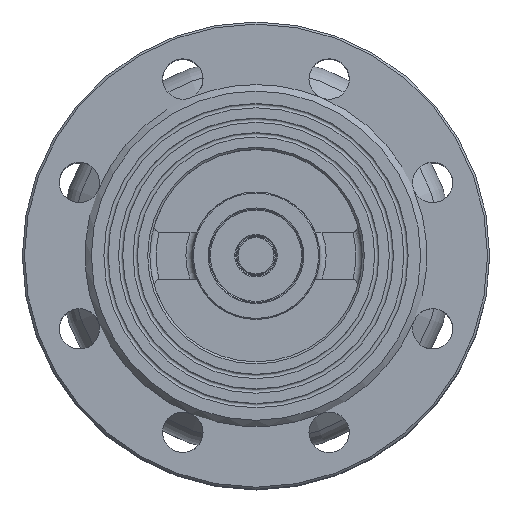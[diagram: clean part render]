
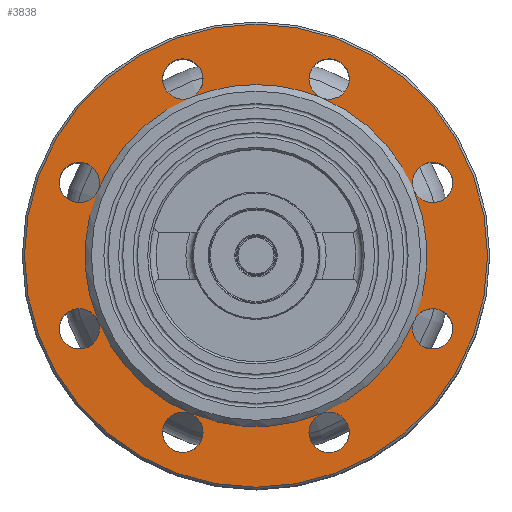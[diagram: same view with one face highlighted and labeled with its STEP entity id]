
A CAD part, top view. The second image highlights one B-rep face of the part: STEP entity #3838.
In plain terms, the highlighted planar face has unit normal (0, 0, 1).
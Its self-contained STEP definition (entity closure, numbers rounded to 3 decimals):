
#84=FACE_BOUND('',#1026,.T.);
#806=FACE_OUTER_BOUND('',#1025,.T.);
#1025=EDGE_LOOP('',(#3274));
#1026=EDGE_LOOP('',(#3275,#3276,#3277,#3278,#3279,#3280,#3281,#3282,#3283,
#3284,#3285,#3286,#3287,#3288,#3289,#3290,#3291,#3292,#3293,#3294,#3295,
#3296,#3297,#3298,#3299));
#1272=CIRCLE('',#4251,9.5);
#1273=CIRCLE('',#4252,9.5);
#1276=CIRCLE('',#4256,9.5);
#1277=CIRCLE('',#4257,9.5);
#1279=CIRCLE('',#4260,9.5);
#1280=CIRCLE('',#4261,9.5);
#1283=CIRCLE('',#4265,9.5);
#1284=CIRCLE('',#4266,9.5);
#1287=CIRCLE('',#4270,9.5);
#1288=CIRCLE('',#4271,9.5);
#1291=CIRCLE('',#4275,9.5);
#1292=CIRCLE('',#4276,9.5);
#1295=CIRCLE('',#4280,9.5);
#1296=CIRCLE('',#4281,9.5);
#1298=CIRCLE('',#4284,9.5);
#1299=CIRCLE('',#4285,9.5);
#1303=CIRCLE('',#4291,109.);
#1304=CIRCLE('',#4292,80.5);
#1305=CIRCLE('',#4293,80.5);
#1306=CIRCLE('',#4294,80.5);
#1307=CIRCLE('',#4295,80.5);
#1308=CIRCLE('',#4296,80.5);
#1309=CIRCLE('',#4297,80.5);
#1310=CIRCLE('',#4298,80.5);
#1311=CIRCLE('',#4299,80.5);
#1312=CIRCLE('',#4300,80.5);
#1661=VERTEX_POINT('',#7553);
#1662=VERTEX_POINT('',#7554);
#1664=VERTEX_POINT('',#7562);
#1665=VERTEX_POINT('',#7563);
#1666=VERTEX_POINT('',#7569);
#1667=VERTEX_POINT('',#7570);
#1669=VERTEX_POINT('',#7578);
#1670=VERTEX_POINT('',#7579);
#1672=VERTEX_POINT('',#7587);
#1673=VERTEX_POINT('',#7588);
#1675=VERTEX_POINT('',#7596);
#1676=VERTEX_POINT('',#7597);
#1678=VERTEX_POINT('',#7605);
#1679=VERTEX_POINT('',#7606);
#1680=VERTEX_POINT('',#7612);
#1681=VERTEX_POINT('',#7613);
#1684=VERTEX_POINT('',#7624);
#1685=VERTEX_POINT('',#7626);
#2186=EDGE_CURVE('',#1661,#1662,#1272,.T.);
#2187=EDGE_CURVE('',#1662,#1661,#1273,.T.);
#2191=EDGE_CURVE('',#1664,#1665,#1276,.T.);
#2192=EDGE_CURVE('',#1665,#1664,#1277,.T.);
#2195=EDGE_CURVE('',#1666,#1667,#1279,.T.);
#2196=EDGE_CURVE('',#1667,#1666,#1280,.T.);
#2200=EDGE_CURVE('',#1669,#1670,#1283,.T.);
#2201=EDGE_CURVE('',#1670,#1669,#1284,.T.);
#2205=EDGE_CURVE('',#1672,#1673,#1287,.T.);
#2206=EDGE_CURVE('',#1673,#1672,#1288,.T.);
#2210=EDGE_CURVE('',#1675,#1676,#1291,.T.);
#2211=EDGE_CURVE('',#1676,#1675,#1292,.T.);
#2215=EDGE_CURVE('',#1678,#1679,#1295,.T.);
#2216=EDGE_CURVE('',#1679,#1678,#1296,.T.);
#2219=EDGE_CURVE('',#1680,#1681,#1298,.T.);
#2220=EDGE_CURVE('',#1681,#1680,#1299,.T.);
#2225=EDGE_CURVE('',#1684,#1684,#1303,.T.);
#2226=EDGE_CURVE('',#1666,#1685,#1304,.T.);
#2227=EDGE_CURVE('',#1678,#1666,#1305,.T.);
#2228=EDGE_CURVE('',#1664,#1678,#1306,.T.);
#2229=EDGE_CURVE('',#1675,#1664,#1307,.T.);
#2230=EDGE_CURVE('',#1661,#1675,#1308,.T.);
#2231=EDGE_CURVE('',#1672,#1661,#1309,.T.);
#2232=EDGE_CURVE('',#1680,#1672,#1310,.T.);
#2233=EDGE_CURVE('',#1669,#1680,#1311,.T.);
#2234=EDGE_CURVE('',#1685,#1669,#1312,.T.);
#3274=ORIENTED_EDGE('',*,*,#2225,.F.);
#3275=ORIENTED_EDGE('',*,*,#2226,.F.);
#3276=ORIENTED_EDGE('',*,*,#2195,.T.);
#3277=ORIENTED_EDGE('',*,*,#2196,.T.);
#3278=ORIENTED_EDGE('',*,*,#2227,.F.);
#3279=ORIENTED_EDGE('',*,*,#2215,.T.);
#3280=ORIENTED_EDGE('',*,*,#2216,.T.);
#3281=ORIENTED_EDGE('',*,*,#2228,.F.);
#3282=ORIENTED_EDGE('',*,*,#2191,.T.);
#3283=ORIENTED_EDGE('',*,*,#2192,.T.);
#3284=ORIENTED_EDGE('',*,*,#2229,.F.);
#3285=ORIENTED_EDGE('',*,*,#2210,.T.);
#3286=ORIENTED_EDGE('',*,*,#2211,.T.);
#3287=ORIENTED_EDGE('',*,*,#2230,.F.);
#3288=ORIENTED_EDGE('',*,*,#2186,.T.);
#3289=ORIENTED_EDGE('',*,*,#2187,.T.);
#3290=ORIENTED_EDGE('',*,*,#2231,.F.);
#3291=ORIENTED_EDGE('',*,*,#2205,.T.);
#3292=ORIENTED_EDGE('',*,*,#2206,.T.);
#3293=ORIENTED_EDGE('',*,*,#2232,.F.);
#3294=ORIENTED_EDGE('',*,*,#2219,.T.);
#3295=ORIENTED_EDGE('',*,*,#2220,.T.);
#3296=ORIENTED_EDGE('',*,*,#2233,.F.);
#3297=ORIENTED_EDGE('',*,*,#2200,.T.);
#3298=ORIENTED_EDGE('',*,*,#2201,.T.);
#3299=ORIENTED_EDGE('',*,*,#2234,.F.);
#3466=PLANE('',#4290);
#3838=ADVANCED_FACE('',(#806,#84),#3466,.T.);
#4251=AXIS2_PLACEMENT_3D('',#7555,#5253,#5254);
#4252=AXIS2_PLACEMENT_3D('',#7556,#5255,#5256);
#4256=AXIS2_PLACEMENT_3D('',#7564,#5264,#5265);
#4257=AXIS2_PLACEMENT_3D('',#7565,#5266,#5267);
#4260=AXIS2_PLACEMENT_3D('',#7571,#5273,#5274);
#4261=AXIS2_PLACEMENT_3D('',#7572,#5275,#5276);
#4265=AXIS2_PLACEMENT_3D('',#7580,#5284,#5285);
#4266=AXIS2_PLACEMENT_3D('',#7581,#5286,#5287);
#4270=AXIS2_PLACEMENT_3D('',#7589,#5295,#5296);
#4271=AXIS2_PLACEMENT_3D('',#7590,#5297,#5298);
#4275=AXIS2_PLACEMENT_3D('',#7598,#5306,#5307);
#4276=AXIS2_PLACEMENT_3D('',#7599,#5308,#5309);
#4280=AXIS2_PLACEMENT_3D('',#7607,#5317,#5318);
#4281=AXIS2_PLACEMENT_3D('',#7608,#5319,#5320);
#4284=AXIS2_PLACEMENT_3D('',#7614,#5326,#5327);
#4285=AXIS2_PLACEMENT_3D('',#7615,#5328,#5329);
#4290=AXIS2_PLACEMENT_3D('',#7623,#5339,#5340);
#4291=AXIS2_PLACEMENT_3D('',#7625,#5341,#5342);
#4292=AXIS2_PLACEMENT_3D('',#7627,#5343,#5344);
#4293=AXIS2_PLACEMENT_3D('',#7628,#5345,#5346);
#4294=AXIS2_PLACEMENT_3D('',#7629,#5347,#5348);
#4295=AXIS2_PLACEMENT_3D('',#7630,#5349,#5350);
#4296=AXIS2_PLACEMENT_3D('',#7631,#5351,#5352);
#4297=AXIS2_PLACEMENT_3D('',#7632,#5353,#5354);
#4298=AXIS2_PLACEMENT_3D('',#7633,#5355,#5356);
#4299=AXIS2_PLACEMENT_3D('',#7634,#5357,#5358);
#4300=AXIS2_PLACEMENT_3D('',#7635,#5359,#5360);
#5253=DIRECTION('center_axis',(0.,0.,-1.));
#5254=DIRECTION('ref_axis',(1.,0.,0.));
#5255=DIRECTION('center_axis',(0.,0.,-1.));
#5256=DIRECTION('ref_axis',(1.,0.,0.));
#5264=DIRECTION('center_axis',(0.,0.,-1.));
#5265=DIRECTION('ref_axis',(1.,0.,0.));
#5266=DIRECTION('center_axis',(0.,0.,-1.));
#5267=DIRECTION('ref_axis',(1.,0.,0.));
#5273=DIRECTION('center_axis',(0.,0.,-1.));
#5274=DIRECTION('ref_axis',(1.,0.,0.));
#5275=DIRECTION('center_axis',(0.,0.,-1.));
#5276=DIRECTION('ref_axis',(1.,0.,0.));
#5284=DIRECTION('center_axis',(0.,0.,-1.));
#5285=DIRECTION('ref_axis',(1.,0.,0.));
#5286=DIRECTION('center_axis',(0.,0.,-1.));
#5287=DIRECTION('ref_axis',(1.,0.,0.));
#5295=DIRECTION('center_axis',(0.,0.,-1.));
#5296=DIRECTION('ref_axis',(1.,0.,0.));
#5297=DIRECTION('center_axis',(0.,0.,-1.));
#5298=DIRECTION('ref_axis',(1.,0.,0.));
#5306=DIRECTION('center_axis',(0.,0.,-1.));
#5307=DIRECTION('ref_axis',(1.,0.,0.));
#5308=DIRECTION('center_axis',(0.,0.,-1.));
#5309=DIRECTION('ref_axis',(1.,0.,0.));
#5317=DIRECTION('center_axis',(0.,0.,-1.));
#5318=DIRECTION('ref_axis',(1.,0.,0.));
#5319=DIRECTION('center_axis',(0.,0.,-1.));
#5320=DIRECTION('ref_axis',(1.,0.,0.));
#5326=DIRECTION('center_axis',(0.,0.,-1.));
#5327=DIRECTION('ref_axis',(1.,0.,0.));
#5328=DIRECTION('center_axis',(0.,0.,-1.));
#5329=DIRECTION('ref_axis',(1.,0.,0.));
#5339=DIRECTION('center_axis',(0.,0.,1.));
#5340=DIRECTION('ref_axis',(1.,0.,0.));
#5341=DIRECTION('center_axis',(0.,0.,-1.));
#5342=DIRECTION('ref_axis',(0.,-1.,0.));
#5343=DIRECTION('center_axis',(0.,0.,1.));
#5344=DIRECTION('ref_axis',(0.,-1.,0.));
#5345=DIRECTION('center_axis',(0.,0.,1.));
#5346=DIRECTION('ref_axis',(0.,-1.,0.));
#5347=DIRECTION('center_axis',(0.,0.,1.));
#5348=DIRECTION('ref_axis',(0.,-1.,0.));
#5349=DIRECTION('center_axis',(0.,0.,1.));
#5350=DIRECTION('ref_axis',(0.,-1.,0.));
#5351=DIRECTION('center_axis',(0.,0.,1.));
#5352=DIRECTION('ref_axis',(0.,-1.,0.));
#5353=DIRECTION('center_axis',(0.,0.,1.));
#5354=DIRECTION('ref_axis',(0.,-1.,0.));
#5355=DIRECTION('center_axis',(0.,0.,1.));
#5356=DIRECTION('ref_axis',(0.,-1.,0.));
#5357=DIRECTION('center_axis',(0.,0.,1.));
#5358=DIRECTION('ref_axis',(0.,-1.,0.));
#5359=DIRECTION('center_axis',(0.,0.,1.));
#5360=DIRECTION('ref_axis',(0.,-1.,0.));
#7553=CARTESIAN_POINT('',(-30.806,-74.372,-3.));
#7554=CARTESIAN_POINT('',(-43.942,-83.149,-3.));
#7555=CARTESIAN_POINT('Origin',(-34.442,-83.149,-3.));
#7556=CARTESIAN_POINT('Origin',(-34.442,-83.149,-3.));
#7562=CARTESIAN_POINT('',(74.372,-30.806,-3.));
#7563=CARTESIAN_POINT('',(73.649,-34.442,-3.));
#7564=CARTESIAN_POINT('Origin',(83.149,-34.442,-3.));
#7565=CARTESIAN_POINT('Origin',(83.149,-34.442,-3.));
#7569=CARTESIAN_POINT('',(30.806,74.372,-3.));
#7570=CARTESIAN_POINT('',(24.942,83.149,-3.));
#7571=CARTESIAN_POINT('Origin',(34.442,83.149,-3.));
#7572=CARTESIAN_POINT('Origin',(34.442,83.149,-3.));
#7578=CARTESIAN_POINT('',(-30.806,74.372,-3.));
#7579=CARTESIAN_POINT('',(-43.942,83.149,-3.));
#7580=CARTESIAN_POINT('Origin',(-34.442,83.149,-3.));
#7581=CARTESIAN_POINT('Origin',(-34.442,83.149,-3.));
#7587=CARTESIAN_POINT('',(-74.372,-30.806,-3.));
#7588=CARTESIAN_POINT('',(-92.649,-34.442,-3.));
#7589=CARTESIAN_POINT('Origin',(-83.149,-34.442,-3.));
#7590=CARTESIAN_POINT('Origin',(-83.149,-34.442,-3.));
#7596=CARTESIAN_POINT('',(30.806,-74.372,-3.));
#7597=CARTESIAN_POINT('',(24.942,-83.149,-3.));
#7598=CARTESIAN_POINT('Origin',(34.442,-83.149,-3.));
#7599=CARTESIAN_POINT('Origin',(34.442,-83.149,-3.));
#7605=CARTESIAN_POINT('',(74.372,30.806,-3.));
#7606=CARTESIAN_POINT('',(73.649,34.442,-3.));
#7607=CARTESIAN_POINT('Origin',(83.149,34.442,-3.));
#7608=CARTESIAN_POINT('Origin',(83.149,34.442,-3.));
#7612=CARTESIAN_POINT('',(-74.372,30.806,-3.));
#7613=CARTESIAN_POINT('',(-92.649,34.442,-3.));
#7614=CARTESIAN_POINT('Origin',(-83.149,34.442,-3.));
#7615=CARTESIAN_POINT('Origin',(-83.149,34.442,-3.));
#7623=CARTESIAN_POINT('Origin',(0.,77.5,-3.));
#7624=CARTESIAN_POINT('',(0.,109.,-3.));
#7625=CARTESIAN_POINT('Origin',(0.,0.,-3.));
#7626=CARTESIAN_POINT('',(0.,80.5,-3.));
#7627=CARTESIAN_POINT('Origin',(0.,0.,-3.));
#7628=CARTESIAN_POINT('Origin',(0.,0.,-3.));
#7629=CARTESIAN_POINT('Origin',(0.,0.,-3.));
#7630=CARTESIAN_POINT('Origin',(0.,0.,-3.));
#7631=CARTESIAN_POINT('Origin',(0.,0.,-3.));
#7632=CARTESIAN_POINT('Origin',(0.,0.,-3.));
#7633=CARTESIAN_POINT('Origin',(0.,0.,-3.));
#7634=CARTESIAN_POINT('Origin',(0.,0.,-3.));
#7635=CARTESIAN_POINT('Origin',(0.,0.,-3.));
